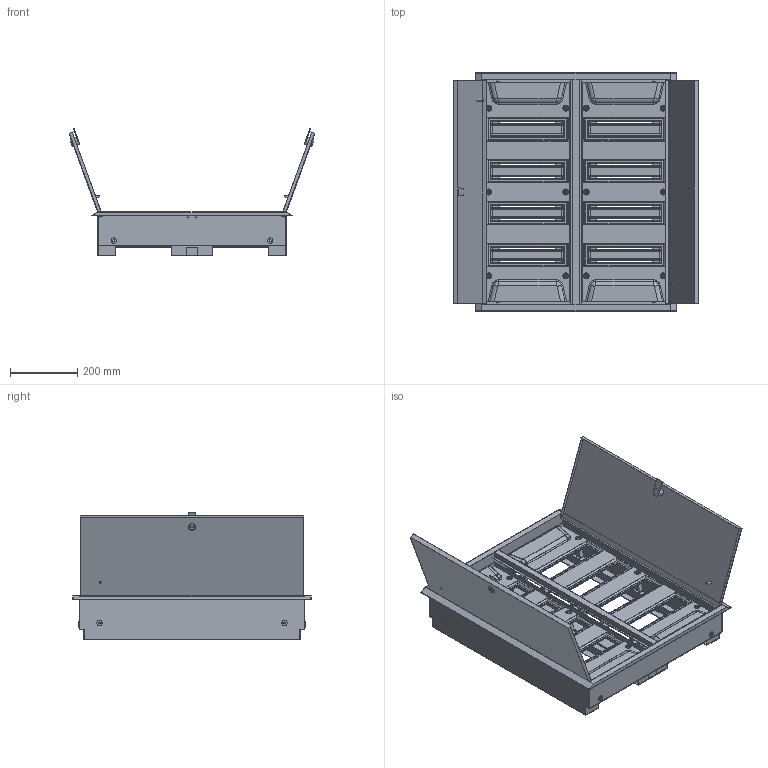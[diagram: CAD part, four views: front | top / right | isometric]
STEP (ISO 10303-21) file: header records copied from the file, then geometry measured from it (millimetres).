
FILE_DESCRIPTION (( 'STEP AP214' ), '1' );
FILE_NAME ('ShRV_2x48_PRO.STEP', '2016-09-23T09:33:19', ( 'user' ), ( '' ), 'SwSTEP 2.0', 'SolidWorks 2014', '' );
FILE_SCHEMA (( 'AUTOMOTIVE_DESIGN' ));
Length unit declared in the file: millimetre
Products named in the file (11): Panel_ShRN-48; Support; DIN-Reika_18 ｢箘ｬ箘｢; Stoika Shin_‘â®©ª  ¤«ï è¨­; Klipsa; Dver_PRO_2å48; SC GOST 17473_gost_‚¨­â A.M5x10 ƒŽ‘’ 17473-80; Stoika pan; Obolochka_PRO_PRO-2x48; Panel_48; ShRV_2x48_PRO
Assembly tree (58 placements, depth 3):
  ShRV_2x48_PRO
    Obolochka_PRO_PRO-2x48
    Dver_PRO_2å48  x2
    DIN-Reika_18 ｢箘ｬ箘｢  x8
    Panel_48  x2
      Panel_ShRN-48
      Klipsa
      Stoika pan
    SC GOST 17473_gost_‚¨­â A.M5x10 ƒŽ‘’ 17473-80  x16
    Stoika Shin_‘â®©ª  ¤«ï è¨­  x8
    Support  x8
Bounding box: 732.41 x 710 x 379.62 mm (x, y, z)
Volume: 2159442.5 mm3; surface area: 3565213.3 mm2
Topology: 69 solids, 70 shells, 4747 faces, 12202 edges, 7640 vertices
Faces by surface type: plane 2683, cylinder 1068, bspline 452, torus 240, cone 152, sphere 152
Entity records: 35505 total; most frequent: CARTESIAN_POINT 7294, ORIENTED_EDGE 5718, DIRECTION 5686, EDGE_CURVE 2859, LINE 1936, VECTOR 1936, AXIS2_PLACEMENT_3D 1875, VERTEX_POINT 1857
